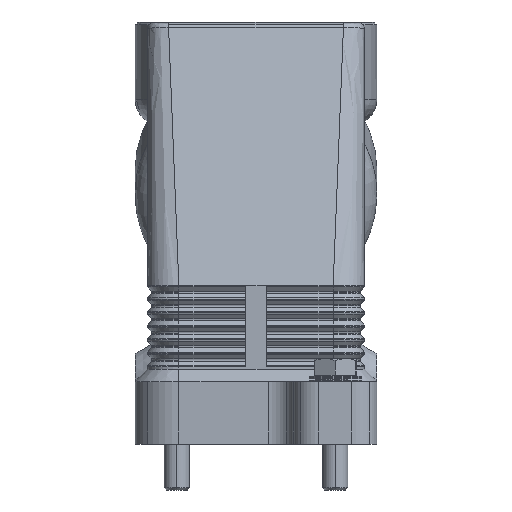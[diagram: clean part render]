
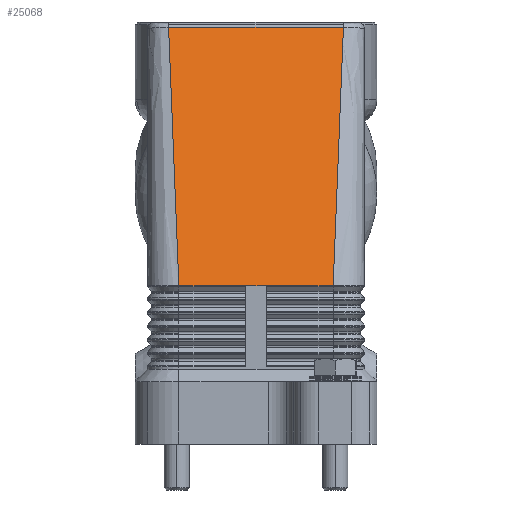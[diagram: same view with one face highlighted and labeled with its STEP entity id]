
A CAD part, left-side view. The second image highlights one B-rep face of the part: STEP entity #25068.
In plain terms, the highlighted planar face has unit normal (-0.953, 0, 0.303).
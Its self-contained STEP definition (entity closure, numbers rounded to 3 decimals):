
#5465=CARTESIAN_POINT('',(-31.332,20.958,99.954));
#5466=VERTEX_POINT('',#5465);
#5474=CARTESIAN_POINT('',(-31.332,-20.958,99.954));
#5475=VERTEX_POINT('',#5474);
#5476=CARTESIAN_POINT('',(-31.332,20.958,99.954));
#5477=DIRECTION('',(0.0,-1.0,0.0));
#5478=VECTOR('',#5477,41.917);
#5479=LINE('',#5476,#5478);
#5480=EDGE_CURVE('',#5466,#5475,#5479,.T.);
#18638=CARTESIAN_POINT('',(-51.,-2.5,38.0));
#18639=VERTEX_POINT('',#18638);
#18657=CARTESIAN_POINT('',(-51.0,-18.5,38.0));
#18658=VERTEX_POINT('',#18657);
#18666=CARTESIAN_POINT('',(-51.0,-18.5,38.0));
#18667=DIRECTION('',(0.0,1.0,0.0));
#18668=VECTOR('',#18667,16.);
#18669=LINE('',#18666,#18668);
#18670=EDGE_CURVE('',#18658,#18639,#18669,.T.);
#20444=CARTESIAN_POINT('',(-51.,2.5,38.0));
#20445=VERTEX_POINT('',#20444);
#20446=CARTESIAN_POINT('',(-51.,-2.5,38.0));
#20447=DIRECTION('',(0.0,1.0,0.0));
#20448=VECTOR('',#20447,5.0);
#20449=LINE('',#20446,#20448);
#20450=EDGE_CURVE('',#18639,#20445,#20449,.T.);
#22827=CARTESIAN_POINT('',(-51.0,18.5,38.0));
#22828=VERTEX_POINT('',#22827);
#22829=CARTESIAN_POINT('',(-51.,2.5,38.0));
#22830=DIRECTION('',(0.0,1.0,0.0));
#22831=VECTOR('',#22830,16.);
#22832=LINE('',#22829,#22831);
#22833=EDGE_CURVE('',#20445,#22828,#22832,.T.);
#25027=CARTESIAN_POINT('',(-31.,21.,101.));
#25028=DIRECTION('',(0.953,0.0,-0.303));
#25029=DIRECTION('',(-0.303,0.0,-0.953));
#25030=AXIS2_PLACEMENT_3D('',#25027,#25028,#25029);
#25031=PLANE('',#25030);
#25032=CARTESIAN_POINT('',(-32.486,-20.814,96.32));
#25033=VERTEX_POINT('',#25032);
#25034=CARTESIAN_POINT('',(-31.332,-20.958,99.954));
#25035=CARTESIAN_POINT('',(-31.717,-20.91,98.742));
#25036=CARTESIAN_POINT('',(-32.101,-20.862,97.531));
#25037=CARTESIAN_POINT('',(-32.486,-20.814,96.32));
#25038=B_SPLINE_CURVE_WITH_KNOTS('',3,(#25034,#25035,#25036,#25037),.UNSPECIFIED.,.F.,.U.,(4,4),(0.017,0.074),.UNSPECIFIED.);
#25039=EDGE_CURVE('',#5475,#25033,#25038,.T.);
#25040=ORIENTED_EDGE('',*,*,#25039,.F.);
#25041=ORIENTED_EDGE('',*,*,#5480,.F.);
#25042=CARTESIAN_POINT('',(-32.486,20.814,96.32));
#25043=VERTEX_POINT('',#25042);
#25044=CARTESIAN_POINT('',(-31.332,20.958,99.954));
#25045=DIRECTION('',(-0.302,-0.038,-0.952));
#25046=VECTOR('',#25045,3.816);
#25047=LINE('',#25044,#25046);
#25048=EDGE_CURVE('',#5466,#25043,#25047,.T.);
#25049=ORIENTED_EDGE('',*,*,#25048,.T.);
#25050=CARTESIAN_POINT('',(-32.486,20.814,96.32));
#25051=DIRECTION('',(-0.302,-0.038,-0.952));
#25052=VECTOR('',#25051,61.232);
#25053=LINE('',#25050,#25052);
#25054=EDGE_CURVE('',#25043,#22828,#25053,.T.);
#25055=ORIENTED_EDGE('',*,*,#25054,.T.);
#25056=ORIENTED_EDGE('',*,*,#22833,.F.);
#25057=ORIENTED_EDGE('',*,*,#20450,.F.);
#25058=ORIENTED_EDGE('',*,*,#18670,.F.);
#25059=CARTESIAN_POINT('',(-32.486,-20.814,96.32));
#25060=CARTESIAN_POINT('',(-38.657,-20.043,76.88));
#25061=CARTESIAN_POINT('',(-44.829,-19.271,57.44));
#25062=CARTESIAN_POINT('',(-51.0,-18.5,38.));
#25063=B_SPLINE_CURVE_WITH_KNOTS('',3,(#25059,#25060,#25061,#25062),.UNSPECIFIED.,.F.,.U.,(4,4),(0.074,1.0),.UNSPECIFIED.);
#25064=EDGE_CURVE('',#25033,#18658,#25063,.T.);
#25065=ORIENTED_EDGE('',*,*,#25064,.F.);
#25066=EDGE_LOOP('',(#25040,#25041,#25049,#25055,#25056,#25057,#25058,#25065));
#25067=FACE_OUTER_BOUND('',#25066,.T.);
#25068=ADVANCED_FACE('',(#25067),#25031,.F.);
